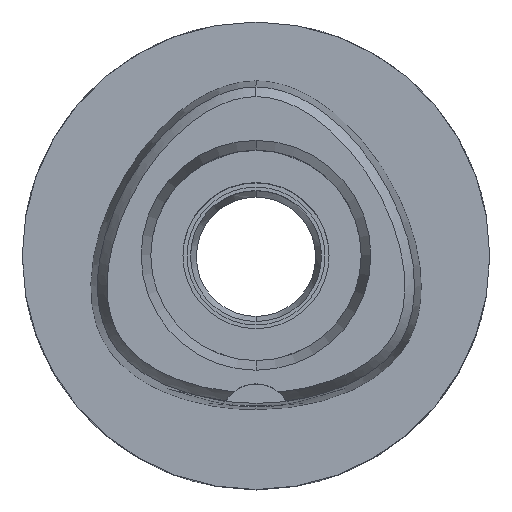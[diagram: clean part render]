
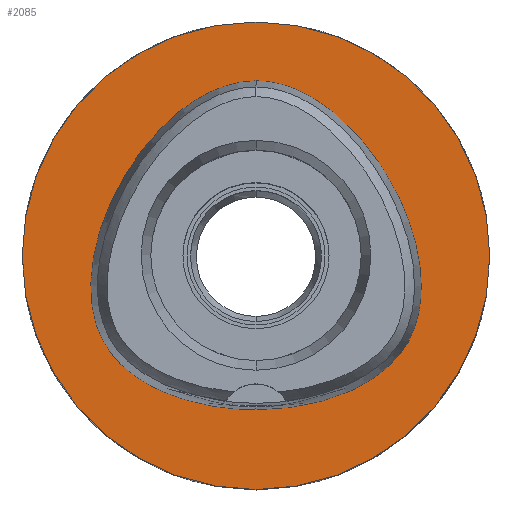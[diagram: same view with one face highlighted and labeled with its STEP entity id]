
A CAD part, top view. The second image highlights one B-rep face of the part: STEP entity #2085.
In plain terms, the highlighted planar face has unit normal (0, 0, 1).
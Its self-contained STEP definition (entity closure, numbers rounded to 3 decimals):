
#13 = CARTESIAN_POINT ( 'NONE',  ( -9.171, 9.964, 0. ) ) ;
#42 = CARTESIAN_POINT ( 'NONE',  ( 0., 20., 0. ) ) ;
#76 = CARTESIAN_POINT ( 'NONE',  ( -14.056, -4.369, 0. ) ) ;
#236 = CARTESIAN_POINT ( 'NONE',  ( 0., 14.963, 0. ) ) ;
#347 = CARTESIAN_POINT ( 'NONE',  ( -12.971, -7.489, 0. ) ) ;
#466 = CARTESIAN_POINT ( 'NONE',  ( 0., -13.163, 0. ) ) ;
#476 = FACE_BOUND ( 'NONE', #2867, .T. ) ;
#627 = B_SPLINE_CURVE_WITH_KNOTS ( 'NONE', 3,
 ( #466, #2996, #3382, #4505, #1227, #2675, #862, #3786, #1141, #4071, #1610, #798, #3065, #3696, #2246, #1303, #2702, #2343, #3862, #3090, #4523, #236 ),
 .UNSPECIFIED., .F., .F.,
 ( 4, 1, 1, 1, 1, 1, 1, 1, 1, 1, 1, 1, 1, 1, 1, 1, 1, 1, 1, 4 ),
 ( 0., 0.083, 0.167, 0.208, 0.25, 0.292, 0.312, 0.333, 0.354, 0.375, 0.417, 0.458, 0.5, 0.583, 0.667, 0.75, 0.833, 0.917, 0.958, 1. ),
 .UNSPECIFIED. ) ;
#636 = ORIENTED_EDGE ( 'NONE', *, *, #1835, .F. ) ;
#706 = CARTESIAN_POINT ( 'NONE',  ( -6.373, 12.669, 0. ) ) ;
#726 = CARTESIAN_POINT ( 'NONE',  ( -13.341, -6.76, 0. ) ) ;
#787 = CARTESIAN_POINT ( 'NONE',  ( -11.503, 6.641, 0. ) ) ;
#798 = CARTESIAN_POINT ( 'NONE',  ( 14.056, -4.369, 0. ) ) ;
#851 = EDGE_CURVE ( 'NONE', #1341, #3127, #1426, .T. ) ;
#862 = CARTESIAN_POINT ( 'NONE',  ( 11.837, -9.029, 0. ) ) ;
#1037 = DIRECTION ( 'NONE',  ( 0., 0., -1. ) ) ;
#1066 = CARTESIAN_POINT ( 'NONE',  ( -3.782, 14.194, 0. ) ) ;
#1141 = CARTESIAN_POINT ( 'NONE',  ( 12.971, -7.489, 0. ) ) ;
#1150 = CARTESIAN_POINT ( 'NONE',  ( -7.162, -12.032, 0. ) ) ;
#1227 = CARTESIAN_POINT ( 'NONE',  ( 9.355, -10.965, 0. ) ) ;
#1303 = CARTESIAN_POINT ( 'NONE',  ( 11.503, 6.641, 0. ) ) ;
#1341 = VERTEX_POINT ( 'NONE', #2394 ) ;
#1426 = CIRCLE ( 'NONE', #4545, 20. ) ;
#1466 = CARTESIAN_POINT ( 'NONE',  ( 0., 0., 0. ) ) ;
#1467 = CARTESIAN_POINT ( 'NONE',  ( -0.544, 14.963, 0. ) ) ;
#1610 = CARTESIAN_POINT ( 'NONE',  ( 13.738, -5.737, 0. ) ) ;
#1649 = CARTESIAN_POINT ( 'NONE',  ( 0., -13.163, 0. ) ) ;
#1804 = CARTESIAN_POINT ( 'NONE',  ( -12.525, -8.174, 0. ) ) ;
#1828 = CARTESIAN_POINT ( 'NONE',  ( -14.001, -0.186, 0. ) ) ;
#1835 = EDGE_CURVE ( 'NONE', #3162, #3497, #3014, .T. ) ;
#1931 = AXIS2_PLACEMENT_3D ( 'NONE', #4385, #1037, #2550 ) ;
#2085 = ADVANCED_FACE ( 'NONE', ( #2719, #476 ), #4516, .F. ) ;
#2098 = ORIENTED_EDGE ( 'NONE', *, *, #3269, .F. ) ;
#2231 = DIRECTION ( 'NONE',  ( 0., -1., 0. ) ) ;
#2234 = CARTESIAN_POINT ( 'NONE',  ( 0., -13.163, 0. ) ) ;
#2246 = CARTESIAN_POINT ( 'NONE',  ( 13.214, 2.96, 0. ) ) ;
#2343 = CARTESIAN_POINT ( 'NONE',  ( 6.373, 12.669, 0. ) ) ;
#2354 = DIRECTION ( 'NONE',  ( 0., 0., -1. ) ) ;
#2394 = CARTESIAN_POINT ( 'NONE',  ( 0., -20., 0. ) ) ;
#2529 = CARTESIAN_POINT ( 'NONE',  ( 0., 14.963, 0. ) ) ;
#2549 = CARTESIAN_POINT ( 'NONE',  ( -9.355, -10.965, 0. ) ) ;
#2550 = DIRECTION ( 'NONE',  ( 0., 1., 0. ) ) ;
#2574 = CARTESIAN_POINT ( 'NONE',  ( -1.632, 14.847, 0. ) ) ;
#2595 = CARTESIAN_POINT ( 'NONE',  ( -4.043, -12.924, 0. ) ) ;
#2675 = CARTESIAN_POINT ( 'NONE',  ( 10.811, -9.988, 0. ) ) ;
#2702 = CARTESIAN_POINT ( 'NONE',  ( 9.171, 9.964, 0. ) ) ;
#2719 = FACE_OUTER_BOUND ( 'NONE', #2814, .T. ) ;
#2814 = EDGE_LOOP ( 'NONE', ( #4707, #2877 ) ) ;
#2867 = EDGE_LOOP ( 'NONE', ( #636, #2098 ) ) ;
#2877 = ORIENTED_EDGE ( 'NONE', *, *, #851, .F. ) ;
#2923 = CARTESIAN_POINT ( 'NONE',  ( -11.837, -9.029, 0. ) ) ;
#2970 = CARTESIAN_POINT ( 'NONE',  ( -13.214, 2.96, 0. ) ) ;
#2996 = CARTESIAN_POINT ( 'NONE',  ( 1.348, -13.163, 0. ) ) ;
#3014 = B_SPLINE_CURVE_WITH_KNOTS ( 'NONE', 3,
 ( #2529, #1467, #2574, #1066, #706, #13, #787, #2970, #1828, #3285, #76, #3671, #726, #347, #1804, #2923, #4429, #2549, #1150, #2595, #4060, #2234 ),
 .UNSPECIFIED., .F., .F.,
 ( 4, 1, 1, 1, 1, 1, 1, 1, 1, 1, 1, 1, 1, 1, 1, 1, 1, 1, 1, 4 ),
 ( 0., 0.042, 0.083, 0.167, 0.25, 0.333, 0.417, 0.5, 0.542, 0.583, 0.625, 0.646, 0.667, 0.688, 0.708, 0.75, 0.792, 0.833, 0.917, 1. ),
 .UNSPECIFIED. ) ;
#3065 = CARTESIAN_POINT ( 'NONE',  ( 14.173, -2.619, 0. ) ) ;
#3090 = CARTESIAN_POINT ( 'NONE',  ( 1.632, 14.847, 0. ) ) ;
#3127 = VERTEX_POINT ( 'NONE', #42 ) ;
#3162 = VERTEX_POINT ( 'NONE', #3404 ) ;
#3269 = EDGE_CURVE ( 'NONE', #3497, #3162, #627, .T. ) ;
#3285 = CARTESIAN_POINT ( 'NONE',  ( -14.173, -2.619, 0. ) ) ;
#3335 = AXIS2_PLACEMENT_3D ( 'NONE', #4183, #2354, #3824 ) ;
#3382 = CARTESIAN_POINT ( 'NONE',  ( 4.043, -12.924, 0. ) ) ;
#3404 = CARTESIAN_POINT ( 'NONE',  ( 0., 14.963, 0. ) ) ;
#3497 = VERTEX_POINT ( 'NONE', #1649 ) ;
#3671 = CARTESIAN_POINT ( 'NONE',  ( -13.738, -5.737, 0. ) ) ;
#3696 = CARTESIAN_POINT ( 'NONE',  ( 14.001, -0.186, 0. ) ) ;
#3706 = DIRECTION ( 'NONE',  ( 0., 0., -1. ) ) ;
#3786 = CARTESIAN_POINT ( 'NONE',  ( 12.525, -8.174, 0. ) ) ;
#3824 = DIRECTION ( 'NONE',  ( 0., -1., 0. ) ) ;
#3849 = CIRCLE ( 'NONE', #1931, 20. ) ;
#3862 = CARTESIAN_POINT ( 'NONE',  ( 3.782, 14.194, 0. ) ) ;
#4060 = CARTESIAN_POINT ( 'NONE',  ( -1.348, -13.163, 0. ) ) ;
#4071 = CARTESIAN_POINT ( 'NONE',  ( 13.341, -6.76, 0. ) ) ;
#4183 = CARTESIAN_POINT ( 'NONE',  ( 0., 0., 0. ) ) ;
#4385 = CARTESIAN_POINT ( 'NONE',  ( 0., 0., 0. ) ) ;
#4429 = CARTESIAN_POINT ( 'NONE',  ( -10.811, -9.988, 0. ) ) ;
#4505 = CARTESIAN_POINT ( 'NONE',  ( 7.162, -12.032, 0. ) ) ;
#4516 = PLANE ( 'NONE',  #3335 ) ;
#4523 = CARTESIAN_POINT ( 'NONE',  ( 0.544, 14.963, 0. ) ) ;
#4545 = AXIS2_PLACEMENT_3D ( 'NONE', #1466, #3706, #2231 ) ;
#4707 = ORIENTED_EDGE ( 'NONE', *, *, #4712, .F. ) ;
#4712 = EDGE_CURVE ( 'NONE', #3127, #1341, #3849, .T. ) ;
